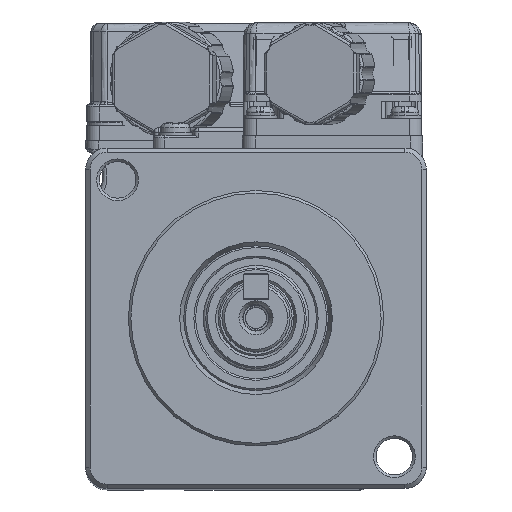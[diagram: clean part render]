
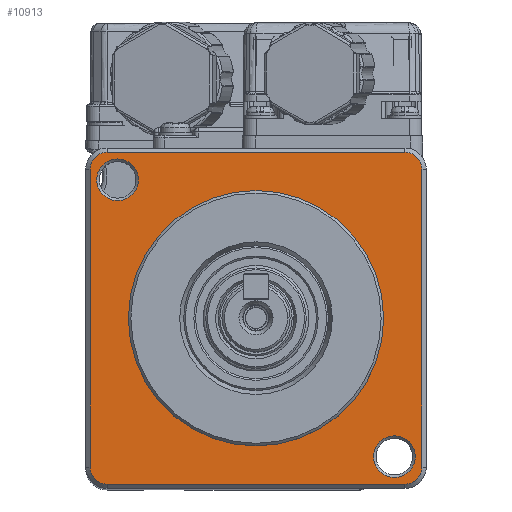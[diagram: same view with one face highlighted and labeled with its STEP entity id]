
A CAD part, top view. The second image highlights one B-rep face of the part: STEP entity #10913.
In plain terms, the highlighted planar face has unit normal (0, 0, 1).
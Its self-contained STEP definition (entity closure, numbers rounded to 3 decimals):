
#10443=CARTESIAN_POINT('',(-17.5,19.5,0.2));
#10444=VERTEX_POINT('',#10443);
#10451=CARTESIAN_POINT('',(17.5,19.5,0.2));
#10452=VERTEX_POINT('',#10451);
#10453=CARTESIAN_POINT('',(-17.5,19.5,0.2));
#10454=DIRECTION('',(1.,0.,0.));
#10455=VECTOR('',#10454,35.);
#10456=LINE('',#10453,#10455);
#10457=EDGE_CURVE('',#10444,#10452,#10456,.T.);
#10623=CARTESIAN_POINT('',(19.5,17.5,0.2));
#10624=VERTEX_POINT('',#10623);
#10633=CARTESIAN_POINT('',(17.5,17.5,0.2));
#10634=DIRECTION('',(0.,1.,0.));
#10635=DIRECTION('',(0.,0.,-1.));
#10636=AXIS2_PLACEMENT_3D('',#10633,#10635,#10634);
#10637=CIRCLE('',#10636,2.);
#10638=EDGE_CURVE('',#10452,#10624,#10637,.T.);
#10810=CARTESIAN_POINT('',(-19.5,17.5,0.2));
#10811=VERTEX_POINT('',#10810);
#10818=CARTESIAN_POINT('',(-17.5,17.5,0.2));
#10819=DIRECTION('',(-1.,0.,0.));
#10820=DIRECTION('',(0.,0.,-1.));
#10821=AXIS2_PLACEMENT_3D('',#10818,#10820,#10819);
#10822=CIRCLE('',#10821,2.);
#10823=EDGE_CURVE('',#10811,#10444,#10822,.T.);
#10830=CARTESIAN_POINT('',(0.,0.,0.2));
#10831=DIRECTION('',(0.,1.,0.));
#10832=DIRECTION('',(0.,-0.,1.));
#10833=AXIS2_PLACEMENT_3D('',#10830,#10832,#10831);
#10834=PLANE('',#10833);
#10835=CARTESIAN_POINT('',(19.5,-17.5,0.2));
#10836=VERTEX_POINT('',#10835);
#10837=CARTESIAN_POINT('',(19.5,-17.5,0.2));
#10838=DIRECTION('',(0.,1.,0.));
#10839=VECTOR('',#10838,35.);
#10840=LINE('',#10837,#10839);
#10841=EDGE_CURVE('',#10836,#10624,#10840,.T.);
#10842=ORIENTED_EDGE('',*,*,#10841,.T.);
#10843=ORIENTED_EDGE('',*,*,#10638,.F.);
#10844=ORIENTED_EDGE('',*,*,#10457,.F.);
#10845=ORIENTED_EDGE('',*,*,#10823,.F.);
#10846=CARTESIAN_POINT('',(-19.5,-17.5,0.2));
#10847=VERTEX_POINT('',#10846);
#10848=CARTESIAN_POINT('',(-19.5,17.5,0.2));
#10849=DIRECTION('',(0.,-1.,0.));
#10850=VECTOR('',#10849,35.);
#10851=LINE('',#10848,#10850);
#10852=EDGE_CURVE('',#10811,#10847,#10851,.T.);
#10853=ORIENTED_EDGE('',*,*,#10852,.T.);
#10854=CARTESIAN_POINT('',(-17.5,-19.5,0.2));
#10855=VERTEX_POINT('',#10854);
#10856=CARTESIAN_POINT('',(-17.5,-17.5,0.2));
#10857=DIRECTION('',(-1.,0.,0.));
#10858=DIRECTION('',(0.,0.,1.));
#10859=AXIS2_PLACEMENT_3D('',#10856,#10858,#10857);
#10860=CIRCLE('',#10859,2.);
#10861=EDGE_CURVE('',#10847,#10855,#10860,.T.);
#10862=ORIENTED_EDGE('',*,*,#10861,.T.);
#10863=CARTESIAN_POINT('',(17.5,-19.5,0.2));
#10864=VERTEX_POINT('',#10863);
#10865=CARTESIAN_POINT('',(-17.5,-19.5,0.2));
#10866=DIRECTION('',(1.,0.,0.));
#10867=VECTOR('',#10866,35.);
#10868=LINE('',#10865,#10867);
#10869=EDGE_CURVE('',#10855,#10864,#10868,.T.);
#10870=ORIENTED_EDGE('',*,*,#10869,.T.);
#10871=CARTESIAN_POINT('',(17.5,-17.5,0.2));
#10872=DIRECTION('',(0.,-1.,0.));
#10873=DIRECTION('',(0.,0.,1.));
#10874=AXIS2_PLACEMENT_3D('',#10871,#10873,#10872);
#10875=CIRCLE('',#10874,2.);
#10876=EDGE_CURVE('',#10864,#10836,#10875,.T.);
#10877=ORIENTED_EDGE('',*,*,#10876,.T.);
#10878=EDGE_LOOP('',(#10842,#10843,#10844,#10845,#10853,#10862,#10870,#10877));
#10879=FACE_OUTER_BOUND('',#10878,.T.);
#10880=CARTESIAN_POINT('',(-15.,0.,0.2));
#10881=VERTEX_POINT('',#10880);
#10882=CARTESIAN_POINT('',(0.,0.,0.2));
#10883=DIRECTION('',(-1.,0.,0.));
#10884=DIRECTION('',(0.,0.,-1.));
#10885=AXIS2_PLACEMENT_3D('',#10882,#10884,#10883);
#10886=CIRCLE('',#10885,15.);
#10887=EDGE_CURVE('',#10881,#10881,#10886,.T.);
#10888=ORIENTED_EDGE('',*,*,#10887,.T.);
#10889=EDGE_LOOP('',(#10888));
#10890=FACE_BOUND('',#10889,.T.);
#10891=CARTESIAN_POINT('',(13.813,-16.263,0.2));
#10892=VERTEX_POINT('',#10891);
#10893=CARTESIAN_POINT('',(16.263,-16.263,0.2));
#10894=DIRECTION('',(-1.,0.,0.));
#10895=DIRECTION('',(0.,0.,-1.));
#10896=AXIS2_PLACEMENT_3D('',#10893,#10895,#10894);
#10897=CIRCLE('',#10896,2.45);
#10898=EDGE_CURVE('',#10892,#10892,#10897,.T.);
#10899=ORIENTED_EDGE('',*,*,#10898,.T.);
#10900=EDGE_LOOP('',(#10899));
#10901=FACE_BOUND('',#10900,.T.);
#10902=CARTESIAN_POINT('',(-18.713,16.263,0.2));
#10903=VERTEX_POINT('',#10902);
#10904=CARTESIAN_POINT('',(-16.263,16.263,0.2));
#10905=DIRECTION('',(-1.,0.,0.));
#10906=DIRECTION('',(0.,0.,-1.));
#10907=AXIS2_PLACEMENT_3D('',#10904,#10906,#10905);
#10908=CIRCLE('',#10907,2.45);
#10909=EDGE_CURVE('',#10903,#10903,#10908,.T.);
#10910=ORIENTED_EDGE('',*,*,#10909,.T.);
#10911=EDGE_LOOP('',(#10910));
#10912=FACE_BOUND('',#10911,.T.);
#10913=ADVANCED_FACE('',(#10879,#10890,#10901,#10912),#10834,.T.);
